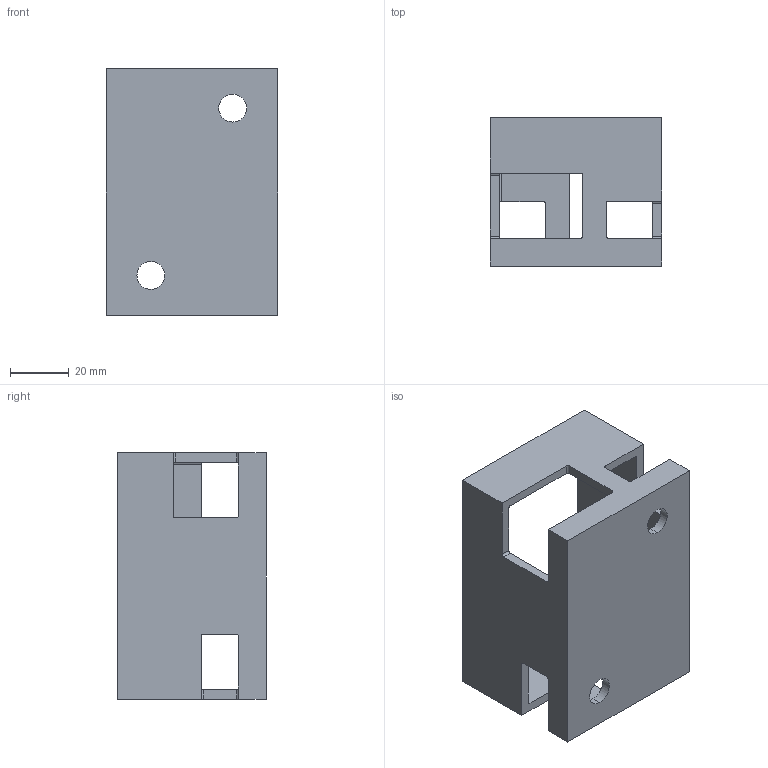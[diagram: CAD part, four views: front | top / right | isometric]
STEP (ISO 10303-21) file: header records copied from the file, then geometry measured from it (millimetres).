
FILE_DESCRIPTION (( 'STEP AP214' ), '1' );
FILE_NAME ('am-120AShield_AM.STEP', '2016-05-27T19:29:29', ( '' ), ( '' ), 'SwSTEP 2.0', 'SolidWorks 2014', '' );
FILE_SCHEMA (( 'AUTOMOTIVE_DESIGN' ));
Length unit declared in the file: inch
Products named in the file (1): am-120AShield_AM
Bounding box: 58.74 x 50.8 x 84.14 mm (x, y, z)
Volume: 46853.9 mm3; surface area: 33384.1 mm2
Topology: 2 solids, 2 shells, 84 faces, 263 edges, 174 vertices
Faces by surface type: plane 48, cylinder 28, bspline 8
Entity records: 3022 total; most frequent: CARTESIAN_POINT 650, ORIENTED_EDGE 526, DIRECTION 449, EDGE_CURVE 263, LINE 183, VECTOR 183, VERTEX_POINT 174, AXIS2_PLACEMENT_3D 133
